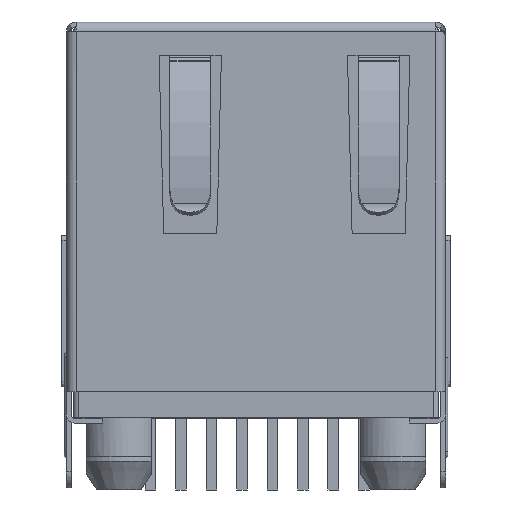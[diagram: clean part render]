
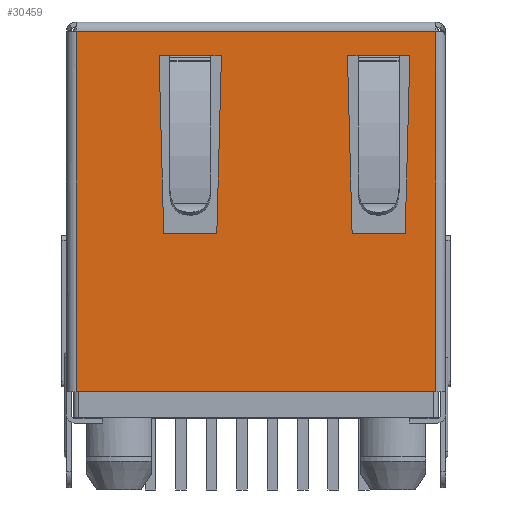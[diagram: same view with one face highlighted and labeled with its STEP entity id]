
A CAD part, front view. The second image highlights one B-rep face of the part: STEP entity #30459.
In plain terms, the highlighted face is planar.
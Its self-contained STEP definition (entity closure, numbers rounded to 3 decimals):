
#5797=ORIENTED_EDGE('',*,*,#10099,.T.);
#5798=ORIENTED_EDGE('',*,*,#10100,.T.);
#5799=ORIENTED_EDGE('',*,*,#10101,.T.);
#5800=ORIENTED_EDGE('',*,*,#10102,.T.);
#5801=ORIENTED_EDGE('',*,*,#10103,.T.);
#5802=ORIENTED_EDGE('',*,*,#10104,.T.);
#5803=ORIENTED_EDGE('',*,*,#10105,.T.);
#5804=ORIENTED_EDGE('',*,*,#9911,.T.);
#5805=ORIENTED_EDGE('',*,*,#10106,.T.);
#5806=ORIENTED_EDGE('',*,*,#10107,.T.);
#5807=ORIENTED_EDGE('',*,*,#10108,.T.);
#5808=ORIENTED_EDGE('',*,*,#10109,.T.);
#5809=ORIENTED_EDGE('',*,*,#10110,.T.);
#5810=ORIENTED_EDGE('',*,*,#9925,.T.);
#5811=ORIENTED_EDGE('',*,*,#10111,.T.);
#5812=ORIENTED_EDGE('',*,*,#10112,.T.);
#9911=EDGE_CURVE('',#12373,#12371,#14885,.T.);
#9925=EDGE_CURVE('',#12385,#12383,#14895,.T.);
#10099=EDGE_CURVE('',#12462,#12486,#15035,.T.);
#10100=EDGE_CURVE('',#12486,#12425,#15036,.T.);
#10101=EDGE_CURVE('',#12425,#12516,#15037,.T.);
#10102=EDGE_CURVE('',#12516,#12462,#15038,.T.);
#10103=EDGE_CURVE('',#12517,#12518,#15039,.T.);
#10104=EDGE_CURVE('',#12518,#12519,#15040,.T.);
#10105=EDGE_CURVE('',#12519,#12373,#15041,.T.);
#10106=EDGE_CURVE('',#12371,#12520,#15042,.T.);
#10107=EDGE_CURVE('',#12520,#12517,#15043,.T.);
#10108=EDGE_CURVE('',#12521,#12522,#15044,.T.);
#10109=EDGE_CURVE('',#12522,#12523,#15045,.T.);
#10110=EDGE_CURVE('',#12523,#12385,#15046,.T.);
#10111=EDGE_CURVE('',#12383,#12524,#15047,.T.);
#10112=EDGE_CURVE('',#12524,#12521,#15048,.T.);
#12371=VERTEX_POINT('',#43385);
#12373=VERTEX_POINT('',#43388);
#12383=VERTEX_POINT('',#43427);
#12385=VERTEX_POINT('',#43430);
#12425=VERTEX_POINT('',#43550);
#12462=VERTEX_POINT('',#43632);
#12486=VERTEX_POINT('',#43683);
#12516=VERTEX_POINT('',#43835);
#12517=VERTEX_POINT('',#43838);
#12518=VERTEX_POINT('',#43839);
#12519=VERTEX_POINT('',#43841);
#12520=VERTEX_POINT('',#43844);
#12521=VERTEX_POINT('',#43847);
#12522=VERTEX_POINT('',#43848);
#12523=VERTEX_POINT('',#43850);
#12524=VERTEX_POINT('',#43853);
#14885=LINE('',#43387,#17455);
#14895=LINE('',#43429,#17465);
#15035=LINE('',#43832,#17605);
#15036=LINE('',#43833,#17606);
#15037=LINE('',#43834,#17607);
#15038=LINE('',#43836,#17608);
#15039=LINE('',#43837,#17609);
#15040=LINE('',#43840,#17610);
#15041=LINE('',#43842,#17611);
#15042=LINE('',#43843,#17612);
#15043=LINE('',#43845,#17613);
#15044=LINE('',#43846,#17614);
#15045=LINE('',#43849,#17615);
#15046=LINE('',#43851,#17616);
#15047=LINE('',#43852,#17617);
#15048=LINE('',#43854,#17618);
#17455=VECTOR('',#36760,1000.);
#17465=VECTOR('',#36778,1000.);
#17605=VECTOR('',#37046,1000.);
#17606=VECTOR('',#37047,1000.);
#17607=VECTOR('',#37048,1000.);
#17608=VECTOR('',#37049,1000.);
#17609=VECTOR('',#37050,1000.);
#17610=VECTOR('',#37051,1000.);
#17611=VECTOR('',#37052,1000.);
#17612=VECTOR('',#37053,1000.);
#17613=VECTOR('',#37054,1000.);
#17614=VECTOR('',#37055,1000.);
#17615=VECTOR('',#37056,1000.);
#17616=VECTOR('',#37057,1000.);
#17617=VECTOR('',#37058,1000.);
#17618=VECTOR('',#37059,1000.);
#18885=EDGE_LOOP('',(#5797,#5798,#5799,#5800));
#18886=EDGE_LOOP('',(#5801,#5802,#5803,#5804,#5805,#5806));
#18887=EDGE_LOOP('',(#5807,#5808,#5809,#5810,#5811,#5812));
#20110=FACE_BOUND('',#18885,.T.);
#20111=FACE_BOUND('',#18886,.T.);
#20112=FACE_BOUND('',#18887,.T.);
#21138=PLANE('',#31998);
#30459=ADVANCED_FACE('',(#20110,#20111,#20112),#21138,.T.);
#31998=AXIS2_PLACEMENT_3D('',#43831,#37044,#37045);
#36760=DIRECTION('',(-1.,0.,0.));
#36778=DIRECTION('',(-1.,0.,0.));
#37044=DIRECTION('',(0.,0.,1.));
#37045=DIRECTION('',(0.,-1.,0.));
#37046=DIRECTION('',(0.,-1.,0.));
#37047=DIRECTION('',(1.,0.,0.));
#37048=DIRECTION('',(0.,1.,0.));
#37049=DIRECTION('',(-1.,0.,0.));
#37050=DIRECTION('',(0.026,1.,0.));
#37051=DIRECTION('',(1.,0.,0.));
#37052=DIRECTION('',(0.026,-1.,0.));
#37053=DIRECTION('',(-1.,0.,0.));
#37054=DIRECTION('',(-1.,0.,0.));
#37055=DIRECTION('',(0.026,1.,0.));
#37056=DIRECTION('',(1.,0.,0.));
#37057=DIRECTION('',(0.026,-1.,0.));
#37058=DIRECTION('',(-1.,0.,0.));
#37059=DIRECTION('',(-1.,0.,0.));
#43385=CARTESIAN_POINT('',(11.196,1.2,16.));
#43387=CARTESIAN_POINT('',(9.04,1.2,16.));
#43388=CARTESIAN_POINT('',(11.64,1.2,16.));
#43427=CARTESIAN_POINT('',(3.346,1.2,16.));
#43429=CARTESIAN_POINT('',(1.19,1.2,16.));
#43430=CARTESIAN_POINT('',(3.79,1.2,16.));
#43550=CARTESIAN_POINT('',(15.1,0.2,16.));
#43632=CARTESIAN_POINT('',(0.1,15.2,16.));
#43683=CARTESIAN_POINT('',(0.1,0.2,16.));
#43831=CARTESIAN_POINT('',(7.6,8.005,16.));
#43832=CARTESIAN_POINT('',(0.1,-0.009,16.));
#43833=CARTESIAN_POINT('',(0.1,0.2,16.));
#43834=CARTESIAN_POINT('',(15.1,-0.009,16.));
#43835=CARTESIAN_POINT('',(15.1,15.2,16.));
#43836=CARTESIAN_POINT('',(15.1,15.2,16.));
#43837=CARTESIAN_POINT('',(9.234,8.6,16.));
#43838=CARTESIAN_POINT('',(9.04,1.2,16.));
#43839=CARTESIAN_POINT('',(9.234,8.6,16.));
#43840=CARTESIAN_POINT('',(11.446,8.6,16.));
#43841=CARTESIAN_POINT('',(11.446,8.6,16.));
#43842=CARTESIAN_POINT('',(11.64,1.2,16.));
#43843=CARTESIAN_POINT('',(11.64,1.2,16.));
#43844=CARTESIAN_POINT('',(9.484,1.2,16.));
#43845=CARTESIAN_POINT('',(9.04,1.2,16.));
#43846=CARTESIAN_POINT('',(1.19,1.2,16.));
#43847=CARTESIAN_POINT('',(1.19,1.2,16.));
#43848=CARTESIAN_POINT('',(1.384,8.6,16.));
#43849=CARTESIAN_POINT('',(3.596,8.6,16.));
#43850=CARTESIAN_POINT('',(3.596,8.6,16.));
#43851=CARTESIAN_POINT('',(3.79,1.2,16.));
#43852=CARTESIAN_POINT('',(3.79,1.2,16.));
#43853=CARTESIAN_POINT('',(1.634,1.2,16.));
#43854=CARTESIAN_POINT('',(1.19,1.2,16.));
